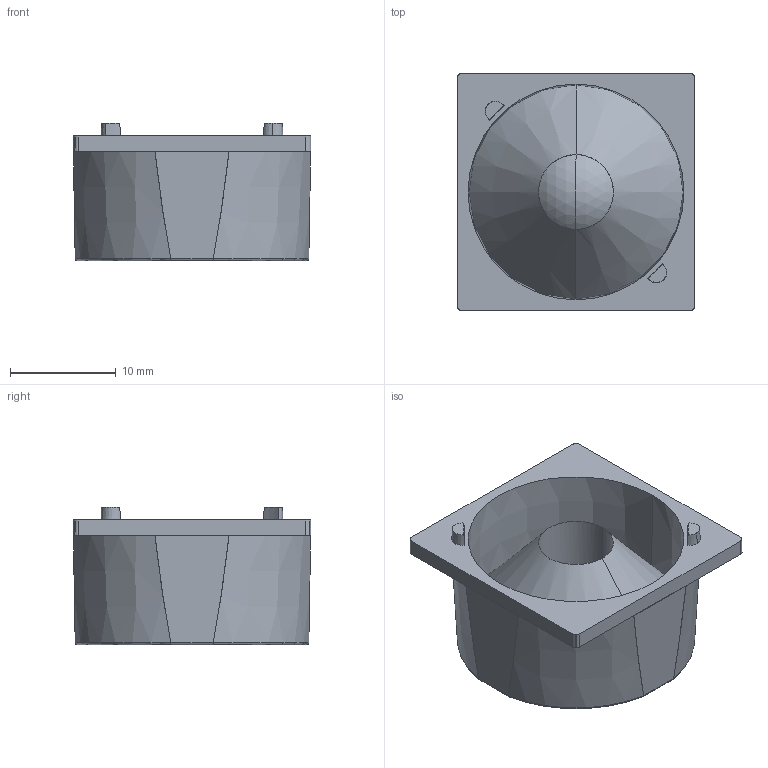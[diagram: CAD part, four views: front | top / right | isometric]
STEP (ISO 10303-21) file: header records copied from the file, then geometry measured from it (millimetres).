
FILE_DESCRIPTION (( 'STEP AP214' ), '1' );
FILE_NAME ('ﾀﾌﾒ-HB-23x23-3535-30 ﾃﾌ.STEP', '2023-04-18T06:55:56', ( '' ), ( '' ), 'SwSTEP 2.0', 'SolidWorks 2019', '' );
FILE_SCHEMA (( 'AUTOMOTIVE_DESIGN' ));
Length unit declared in the file: millimetre
Products named in the file (1): ﾀﾌﾒ-HB-23x23-3535-30 ﾃﾌ
Bounding box: 22.49 x 22.49 x 13 mm (x, y, z)
Volume: 3304.2 mm3; surface area: 2688.4 mm2
Topology: 1 solids, 1 shells, 888 faces, 2625 edges, 1736 vertices
Faces by surface type: sphere 816, bspline 34, cone 13, plane 13, cylinder 8, torus 4
Entity records: 32187 total; most frequent: CARTESIAN_POINT 6714, DIRECTION 6441, ORIENTED_EDGE 5238, AXIS2_PLACEMENT_3D 3199, EDGE_CURVE 2619, CIRCLE 2344, VERTEX_POINT 1738, EDGE_LOOP 893
